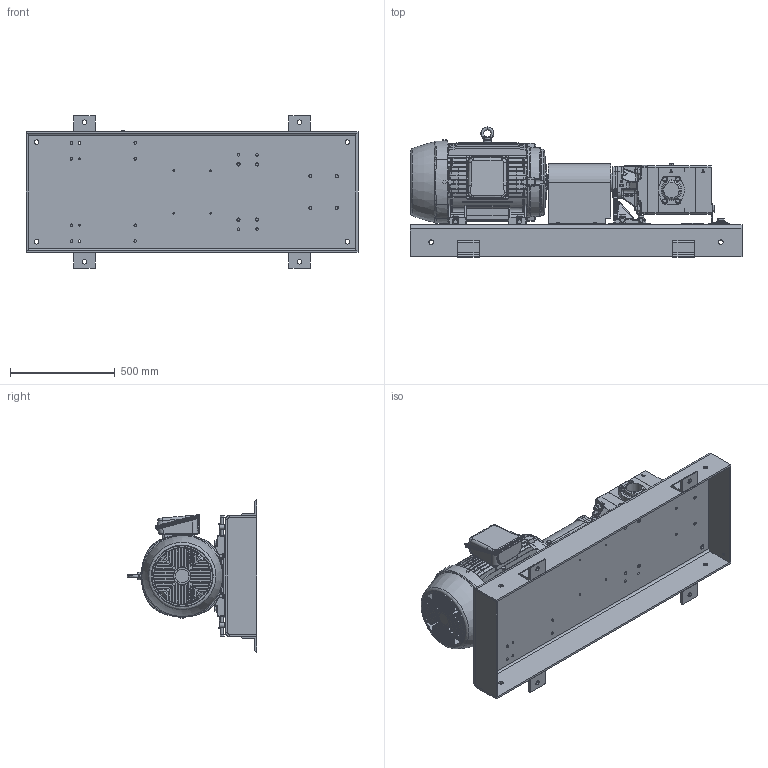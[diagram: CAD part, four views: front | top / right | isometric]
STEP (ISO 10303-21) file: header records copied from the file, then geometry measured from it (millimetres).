
FILE_DESCRIPTION (( 'STEP AP214' ), '1' );
FILE_NAME ('GPV-1440-018-U.STEP', '2016-09-27T20:28:49', ( '' ), ( '' ), 'SwSTEP 2.0', 'SolidWorks 2015', '' );
FILE_SCHEMA (( 'AUTOMOTIVE_DESIGN' ));
Length unit declared in the file: inch
Products named in the file (1): GPV-1440-018-U
Bounding box: 1587.58 x 621.12 x 730.25 mm (x, y, z)
Volume: 107947686.4 mm3; surface area: 7655829.4 mm2
Topology: 115 solids, 115 shells, 5654 faces, 14259 edges, 9154 vertices
Faces by surface type: plane 2984, cylinder 1052, bspline 986, cone 542, torus 64, sphere 26
Full cylindrical faces by diameter (mm): 3.175 x2, 6.35 x12, 6.528 x8, 7.937 x1, 7.938 x3, 8 x4, 8.731 x4, 9.525 x48, 10.716 x18, 11.139 x2, 11.146 x10, 11.6 x4, 12.7 x40, 13.2 x6, 13.487 x4, 13.492 x24, 13.894 x4, 14.287 x4, 14.288 x2, 15.875 x14, 16.662 x8, 16.7 x4, 17.45 x4, 17.462 x3, 17.463 x1, 17.526 x6, 19.05 x13, 20.65 x8, 21.438 x4, 22.225 x12
Entity records: 364583 total; most frequent: CARTESIAN_POINT 164920, ORIENTED_EDGE 26930, DIRECTION 22644, EDGE_CURVE 13465, VERTEX_POINT 8979, AXIS2_PLACEMENT_3D 7785, VECTOR 7074, LINE 7074
